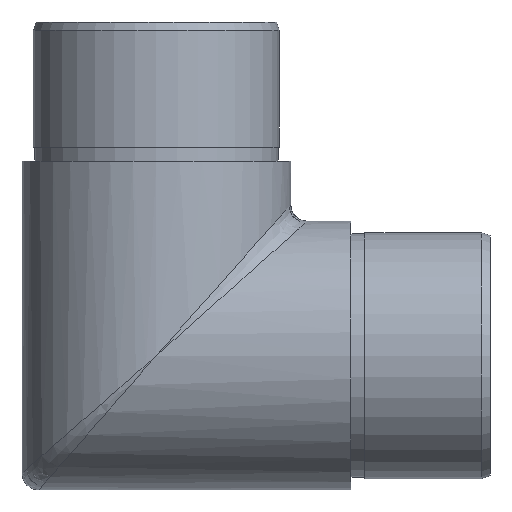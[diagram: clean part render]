
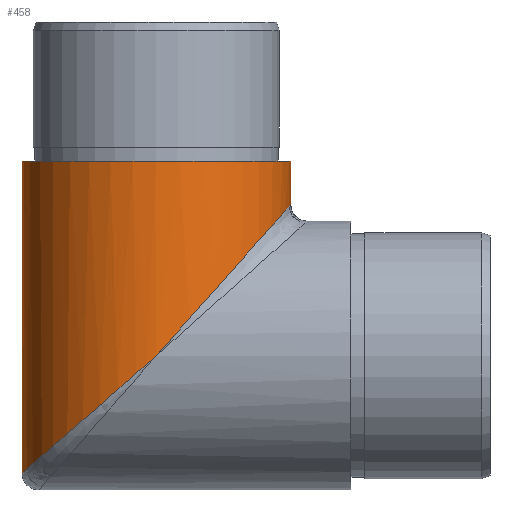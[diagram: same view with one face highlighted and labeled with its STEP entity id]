
A CAD part, front view. The second image highlights one B-rep face of the part: STEP entity #458.
In plain terms, the highlighted cylindrical face has radius 24.15 mm (diameter 48.3 mm), a partial arc.
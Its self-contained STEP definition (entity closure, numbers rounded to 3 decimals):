
#18 = CARTESIAN_POINT ( 'NONE',  ( 0., 0., -21.15 ) ) ;
#19 = CARTESIAN_POINT ( 'NONE',  ( 0., 0., -21.15 ) ) ;
#29 = CARTESIAN_POINT ( 'NONE',  ( 10.003, -24.15, -12.389 ) ) ;
#160 = LINE ( 'NONE', #1316, #1091 ) ;
#355 = CARTESIAN_POINT ( 'NONE',  ( 24.15, 0., 35. ) ) ;
#356 = CARTESIAN_POINT ( 'NONE',  ( 48.3, 0., 35. ) ) ;
#371 = FACE_OUTER_BOUND ( 'NONE', #1038, .T. ) ;
#428 = VERTEX_POINT ( 'NONE', #1372 ) ;
#458 = ADVANCED_FACE ( 'NONE', ( #371 ), #934, .T. ) ;
#468 = DIRECTION ( 'NONE',  ( 0., 0., -1. ) ) ;
#493 = DIRECTION ( 'NONE',  ( 1., 0., 0. ) ) ;
#552 = EDGE_CURVE ( 'NONE', #428, #1036, #983, .T. ) ;
#571 = VERTEX_POINT ( 'NONE', #843 ) ;
#608 = CARTESIAN_POINT ( 'NONE',  ( 48.3, -14.147, 27.15 ) ) ;
#635 = ORIENTED_EDGE ( 'NONE', *, *, #1085, .F. ) ;
#679 = ORIENTED_EDGE ( 'NONE', *, *, #955, .T. ) ;
#742 = DIRECTION ( 'NONE',  ( 0., 0., -1. ) ) ;
#838 = DIRECTION ( 'NONE',  ( 1., 0., 0. ) ) ;
#843 = CARTESIAN_POINT ( 'NONE',  ( 24.15, -24.15, 0. ) ) ;
#864 = CARTESIAN_POINT ( 'NONE',  ( 48.3, 0., -24.15 ) ) ;
#934 = CYLINDRICAL_SURFACE ( 'NONE', #1394, 24.15 ) ;
#954 =( BOUNDED_CURVE ( )  B_SPLINE_CURVE ( 3, ( #18, #989, #29, #978 ),
 .UNSPECIFIED., .F., .T. ) 
 B_SPLINE_CURVE_WITH_KNOTS ( ( 4, 4 ),
 ( 0., 1.571 ),
 .UNSPECIFIED. ) 
 CURVE ( )  GEOMETRIC_REPRESENTATION_ITEM ( )  RATIONAL_B_SPLINE_CURVE ( ( 1., 0.805, 0.805, 1. ) ) 
 REPRESENTATION_ITEM ( '' )  );
#955 = EDGE_CURVE ( 'NONE', #571, #1253, #1441, .T. ) ;
#957 = DIRECTION ( 'NONE',  ( 0., 0., 1. ) ) ;
#978 = CARTESIAN_POINT ( 'NONE',  ( 24.15, -24.15, 0. ) ) ;
#979 = ORIENTED_EDGE ( 'NONE', *, *, #552, .F. ) ;
#983 = CIRCLE ( 'NONE', #1206, 24.15 ) ;
#989 = CARTESIAN_POINT ( 'NONE',  ( 0., -14.147, -21.15 ) ) ;
#1036 = VERTEX_POINT ( 'NONE', #356 ) ;
#1038 = EDGE_LOOP ( 'NONE', ( #979, #1064, #1163, #679, #635 ) ) ;
#1064 = ORIENTED_EDGE ( 'NONE', *, *, #1535, .T. ) ;
#1085 = EDGE_CURVE ( 'NONE', #1036, #1253, #1310, .T. ) ;
#1091 = VECTOR ( 'NONE', #468, 1000. ) ;
#1163 = ORIENTED_EDGE ( 'NONE', *, *, #1417, .T. ) ;
#1191 = CARTESIAN_POINT ( 'NONE',  ( 48.3, 0., 27.15 ) ) ;
#1193 = CARTESIAN_POINT ( 'NONE',  ( 38.297, -24.15, 15.904 ) ) ;
#1206 = AXIS2_PLACEMENT_3D ( 'NONE', #355, #957, #493 ) ;
#1253 = VERTEX_POINT ( 'NONE', #1520 ) ;
#1278 = VERTEX_POINT ( 'NONE', #19 ) ;
#1310 = LINE ( 'NONE', #864, #1538 ) ;
#1312 = CARTESIAN_POINT ( 'NONE',  ( 24.15, 0., -24.15 ) ) ;
#1316 = CARTESIAN_POINT ( 'NONE',  ( 0., 0., -24.15 ) ) ;
#1372 = CARTESIAN_POINT ( 'NONE',  ( 0., 0., 35. ) ) ;
#1394 = AXIS2_PLACEMENT_3D ( 'NONE', #1312, #1430, #838 ) ;
#1417 = EDGE_CURVE ( 'NONE', #1278, #571, #954, .T. ) ;
#1430 = DIRECTION ( 'NONE',  ( 0., 0., -1. ) ) ;
#1432 = CARTESIAN_POINT ( 'NONE',  ( 24.15, -24.15, 0. ) ) ;
#1441 =( BOUNDED_CURVE ( )  B_SPLINE_CURVE ( 3, ( #1432, #1193, #608, #1191 ),
 .UNSPECIFIED., .F., .F. ) 
 B_SPLINE_CURVE_WITH_KNOTS ( ( 4, 4 ),
 ( 1.571, 3.142 ),
 .UNSPECIFIED. ) 
 CURVE ( )  GEOMETRIC_REPRESENTATION_ITEM ( )  RATIONAL_B_SPLINE_CURVE ( ( 1., 0.805, 0.805, 1. ) ) 
 REPRESENTATION_ITEM ( '' )  );
#1520 = CARTESIAN_POINT ( 'NONE',  ( 48.3, 0., 27.15 ) ) ;
#1535 = EDGE_CURVE ( 'NONE', #428, #1278, #160, .T. ) ;
#1538 = VECTOR ( 'NONE', #742, 1000. ) ;
